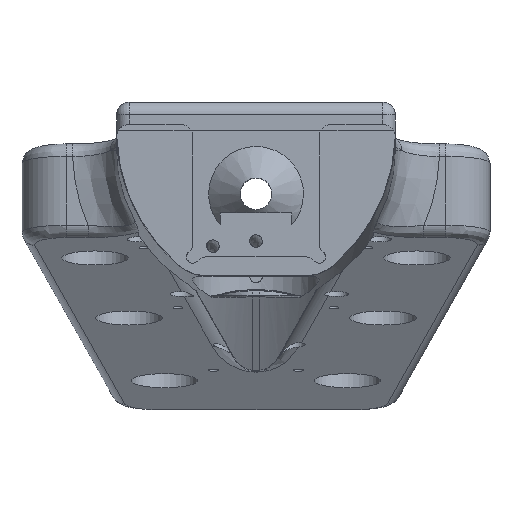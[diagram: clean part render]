
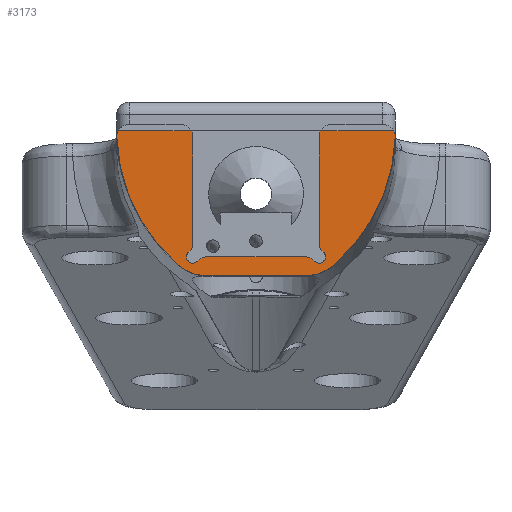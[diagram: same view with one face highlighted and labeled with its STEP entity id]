
A CAD part, top view. The second image highlights one B-rep face of the part: STEP entity #3173.
In plain terms, the highlighted planar face has unit normal (0, 0, 1).
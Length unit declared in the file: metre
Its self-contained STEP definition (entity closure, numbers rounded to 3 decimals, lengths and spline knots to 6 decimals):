
#324=LINE('',#4871,#482);
#338=LINE('',#4905,#496);
#344=LINE('',#5019,#502);
#345=LINE('',#5033,#503);
#346=LINE('',#5037,#504);
#347=LINE('',#5045,#505);
#482=VECTOR('',#3809,1.);
#496=VECTOR('',#3831,1.);
#502=VECTOR('',#3859,1.);
#503=VECTOR('',#3872,1.);
#504=VECTOR('',#3875,1.);
#505=VECTOR('',#3884,1.);
#730=ORIENTED_EDGE('',*,*,#1669,.F.);
#731=ORIENTED_EDGE('',*,*,#1670,.T.);
#732=ORIENTED_EDGE('',*,*,#1671,.F.);
#733=ORIENTED_EDGE('',*,*,#1672,.T.);
#734=ORIENTED_EDGE('',*,*,#1648,.F.);
#735=ORIENTED_EDGE('',*,*,#1673,.T.);
#736=ORIENTED_EDGE('',*,*,#1674,.F.);
#737=ORIENTED_EDGE('',*,*,#1675,.T.);
#738=ORIENTED_EDGE('',*,*,#1676,.F.);
#739=ORIENTED_EDGE('',*,*,#1677,.T.);
#740=ORIENTED_EDGE('',*,*,#1678,.T.);
#741=ORIENTED_EDGE('',*,*,#1679,.T.);
#742=ORIENTED_EDGE('',*,*,#1680,.T.);
#743=ORIENTED_EDGE('',*,*,#1577,.T.);
#744=ORIENTED_EDGE('',*,*,#1631,.T.);
#745=ORIENTED_EDGE('',*,*,#1681,.T.);
#746=ORIENTED_EDGE('',*,*,#1658,.T.);
#747=ORIENTED_EDGE('',*,*,#1682,.T.);
#748=ORIENTED_EDGE('',*,*,#1683,.T.);
#749=ORIENTED_EDGE('',*,*,#1684,.T.);
#1577=EDGE_CURVE('',#2049,#2048,#2366,.F.);
#1631=EDGE_CURVE('',#2048,#2099,#324,.T.);
#1648=EDGE_CURVE('',#2115,#2104,#338,.T.);
#1658=EDGE_CURVE('',#2126,#2125,#2386,.F.);
#1669=EDGE_CURVE('',#2136,#2137,#344,.T.);
#1670=EDGE_CURVE('',#2136,#2138,#2388,.F.);
#1671=EDGE_CURVE('',#2139,#2138,#2389,.T.);
#1672=EDGE_CURVE('',#2139,#2104,#2390,.F.);
#1673=EDGE_CURVE('',#2115,#2140,#2391,.F.);
#1674=EDGE_CURVE('',#2141,#2140,#2392,.T.);
#1675=EDGE_CURVE('',#2141,#2142,#2393,.F.);
#1676=EDGE_CURVE('',#2143,#2142,#345,.T.);
#1677=EDGE_CURVE('',#2143,#2144,#2394,.F.);
#1678=EDGE_CURVE('',#2144,#2145,#346,.T.);
#1679=EDGE_CURVE('',#2145,#2146,#2395,.F.);
#1680=EDGE_CURVE('',#2146,#2049,#2396,.F.);
#1681=EDGE_CURVE('',#2099,#2126,#2397,.F.);
#1682=EDGE_CURVE('',#2125,#2147,#2398,.F.);
#1683=EDGE_CURVE('',#2147,#2148,#347,.T.);
#1684=EDGE_CURVE('',#2148,#2137,#2399,.F.);
#2048=VERTEX_POINT('',#4658);
#2049=VERTEX_POINT('',#4660);
#2099=VERTEX_POINT('',#4870);
#2104=VERTEX_POINT('',#4883);
#2115=VERTEX_POINT('',#4904);
#2125=VERTEX_POINT('',#4951);
#2126=VERTEX_POINT('',#4953);
#2136=VERTEX_POINT('',#5020);
#2137=VERTEX_POINT('',#5021);
#2138=VERTEX_POINT('',#5023);
#2139=VERTEX_POINT('',#5025);
#2140=VERTEX_POINT('',#5028);
#2141=VERTEX_POINT('',#5030);
#2142=VERTEX_POINT('',#5032);
#2143=VERTEX_POINT('',#5034);
#2144=VERTEX_POINT('',#5036);
#2145=VERTEX_POINT('',#5038);
#2146=VERTEX_POINT('',#5040);
#2147=VERTEX_POINT('',#5044);
#2148=VERTEX_POINT('',#5046);
#2366=CIRCLE('',#3378,0.007);
#2386=CIRCLE('',#3411,0.027771);
#2388=CIRCLE('',#3415,0.002);
#2389=CIRCLE('',#3416,0.001);
#2390=CIRCLE('',#3417,0.002);
#2391=CIRCLE('',#3418,0.002);
#2392=CIRCLE('',#3419,0.001);
#2393=CIRCLE('',#3420,0.002);
#2394=CIRCLE('',#3421,0.002);
#2395=CIRCLE('',#3422,0.002);
#2396=CIRCLE('',#3423,0.027905);
#2397=CIRCLE('',#3424,0.007);
#2398=CIRCLE('',#3425,0.002);
#2399=CIRCLE('',#3426,0.002);
#2535=EDGE_LOOP('',(#730,#731,#732,#733,#734,#735,#736,#737,#738,#739,#740,
#741,#742,#743,#744,#745,#746,#747,#748,#749));
#2824=FACE_BOUND('',#2535,.T.);
#3102=PLANE('',#3414);
#3173=ADVANCED_FACE('',(#2824),#3102,.F.);
#3378=AXIS2_PLACEMENT_3D('',#4659,#3754,#3755);
#3411=AXIS2_PLACEMENT_3D('',#4952,#3847,#3848);
#3414=AXIS2_PLACEMENT_3D('',#5018,#3857,#3858);
#3415=AXIS2_PLACEMENT_3D('',#5022,#3860,#3861);
#3416=AXIS2_PLACEMENT_3D('',#5024,#3862,#3863);
#3417=AXIS2_PLACEMENT_3D('',#5026,#3864,#3865);
#3418=AXIS2_PLACEMENT_3D('',#5027,#3866,#3867);
#3419=AXIS2_PLACEMENT_3D('',#5029,#3868,#3869);
#3420=AXIS2_PLACEMENT_3D('',#5031,#3870,#3871);
#3421=AXIS2_PLACEMENT_3D('',#5035,#3873,#3874);
#3422=AXIS2_PLACEMENT_3D('',#5039,#3876,#3877);
#3423=AXIS2_PLACEMENT_3D('',#5041,#3878,#3879);
#3424=AXIS2_PLACEMENT_3D('',#5042,#3880,#3881);
#3425=AXIS2_PLACEMENT_3D('',#5043,#3882,#3883);
#3426=AXIS2_PLACEMENT_3D('',#5047,#3885,#3886);
#3754=DIRECTION('',(0.,0.,-1.));
#3755=DIRECTION('',(-1.,0.,0.));
#3809=DIRECTION('',(1.,0.,0.));
#3831=DIRECTION('',(1.,0.,0.));
#3847=DIRECTION('',(0.,0.,-1.));
#3848=DIRECTION('',(-1.,0.,0.));
#3857=DIRECTION('',(0.,0.,-1.));
#3858=DIRECTION('',(-1.,0.,0.));
#3859=DIRECTION('',(0.,1.,0.));
#3860=DIRECTION('',(0.,0.,-1.));
#3861=DIRECTION('',(-1.,0.,0.));
#3862=DIRECTION('',(0.,0.,1.));
#3863=DIRECTION('',(1.,0.,0.));
#3864=DIRECTION('',(0.,0.,-1.));
#3865=DIRECTION('',(-1.,0.,0.));
#3866=DIRECTION('',(0.,0.,-1.));
#3867=DIRECTION('',(-1.,0.,0.));
#3868=DIRECTION('',(0.,0.,1.));
#3869=DIRECTION('',(1.,0.,0.));
#3870=DIRECTION('',(0.,0.,-1.));
#3871=DIRECTION('',(-1.,0.,0.));
#3872=DIRECTION('',(0.,-1.,0.));
#3873=DIRECTION('',(0.,0.,-1.));
#3874=DIRECTION('',(-1.,0.,0.));
#3875=DIRECTION('',(-1.,0.,0.));
#3876=DIRECTION('',(0.,0.,-1.));
#3877=DIRECTION('',(-1.,0.,0.));
#3878=DIRECTION('',(0.,0.,-1.));
#3879=DIRECTION('',(-1.,0.,0.));
#3880=DIRECTION('',(0.,0.,-1.));
#3881=DIRECTION('',(-1.,0.,0.));
#3882=DIRECTION('',(0.,0.,-1.));
#3883=DIRECTION('',(-1.,0.,0.));
#3884=DIRECTION('',(-1.,0.,0.));
#3885=DIRECTION('',(0.,0.,-1.));
#3886=DIRECTION('',(-1.,0.,0.));
#4658=CARTESIAN_POINT('',(-0.007694,-0.013009,0.0162));
#4659=CARTESIAN_POINT('',(-0.007694,-0.006009,0.0162));
#4660=CARTESIAN_POINT('',(-0.012227,-0.011343,0.0162));
#4870=CARTESIAN_POINT('',(0.007695,-0.013009,0.0162));
#4871=CARTESIAN_POINT('',(-0.000005,-0.013009,0.0162));
#4883=CARTESIAN_POINT('',(0.007759,-0.010009,0.0162));
#4904=CARTESIAN_POINT('',(-0.007768,-0.010009,0.0162));
#4905=CARTESIAN_POINT('',(0.000023,-0.010009,0.0162));
#4951=CARTESIAN_POINT('',(0.022036,0.008924,0.0162));
#4952=CARTESIAN_POINT('',(-0.005719,0.00985,0.0162));
#4953=CARTESIAN_POINT('',(0.012215,-0.011353,0.0162));
#5018=CARTESIAN_POINT('',(-0.000005,0.013367,0.0162));
#5019=CARTESIAN_POINT('',(0.009995,0.009993,0.0162));
#5020=CARTESIAN_POINT('',(0.009995,-0.007773,0.0162));
#5021=CARTESIAN_POINT('',(0.009995,0.008991,0.0162));
#5022=CARTESIAN_POINT('',(0.011995,-0.007773,0.0162));
#5023=CARTESIAN_POINT('',(0.010662,-0.009264,0.0162));
#5024=CARTESIAN_POINT('',(0.009995,-0.010009,0.0162));
#5025=CARTESIAN_POINT('',(0.00925,-0.010676,0.0162));
#5026=CARTESIAN_POINT('',(0.007759,-0.012009,0.0162));
#5027=CARTESIAN_POINT('',(-0.007768,-0.012009,0.0162));
#5028=CARTESIAN_POINT('',(-0.009259,-0.010676,0.0162));
#5029=CARTESIAN_POINT('',(-0.010005,-0.010009,0.0162));
#5030=CARTESIAN_POINT('',(-0.010671,-0.009264,0.0162));
#5031=CARTESIAN_POINT('',(-0.012005,-0.007773,0.0162));
#5032=CARTESIAN_POINT('',(-0.010005,-0.007773,0.0162));
#5033=CARTESIAN_POINT('',(-0.010005,0.009993,0.0162));
#5034=CARTESIAN_POINT('',(-0.010005,0.008991,0.0162));
#5035=CARTESIAN_POINT('',(-0.012005,0.008991,0.0162));
#5036=CARTESIAN_POINT('',(-0.010272,0.009991,0.0162));
#5037=CARTESIAN_POINT('',(-0.000005,0.009991,0.0162));
#5038=CARTESIAN_POINT('',(-0.021776,0.009991,0.0162));
#5039=CARTESIAN_POINT('',(-0.020044,0.008991,0.0162));
#5040=CARTESIAN_POINT('',(-0.022042,0.008919,0.0162));
#5041=CARTESIAN_POINT('',(0.005845,0.00992,0.0162));
#5042=CARTESIAN_POINT('',(0.007695,-0.006009,0.0162));
#5043=CARTESIAN_POINT('',(0.020037,0.008991,0.0162));
#5044=CARTESIAN_POINT('',(0.021769,0.009991,0.0162));
#5045=CARTESIAN_POINT('',(-0.000005,0.009991,0.0162));
#5046=CARTESIAN_POINT('',(0.010263,0.009991,0.0162));
#5047=CARTESIAN_POINT('',(0.011995,0.008991,0.0162));
